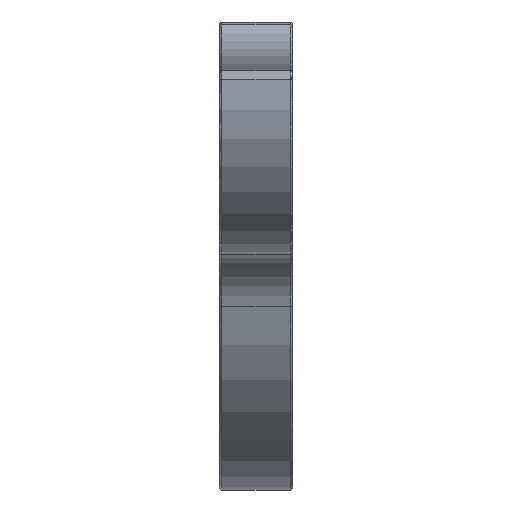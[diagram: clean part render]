
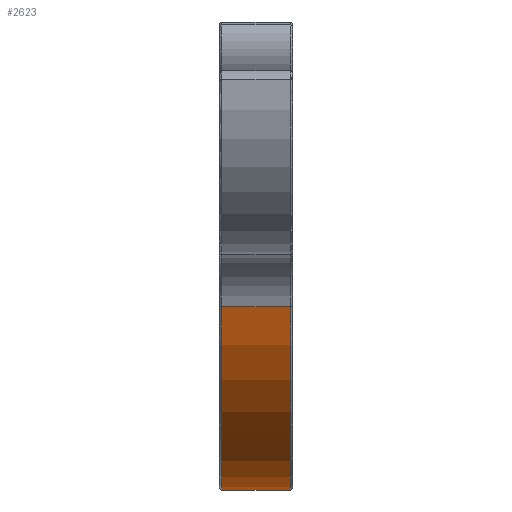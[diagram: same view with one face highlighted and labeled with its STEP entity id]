
A CAD part, front view. The second image highlights one B-rep face of the part: STEP entity #2623.
In plain terms, the highlighted cylindrical face has radius 17.475 mm (diameter 34.951 mm), a partial arc.
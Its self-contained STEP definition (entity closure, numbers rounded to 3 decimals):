
#38 = EDGE_CURVE ( 'NONE', #2468, #265, #1400, .T. ) ;
#76 = CARTESIAN_POINT ( 'NONE',  ( 4.85, 9.641, -5.181 ) ) ;
#112 = CARTESIAN_POINT ( 'NONE',  ( 0.15, 9.641, -5.181 ) ) ;
#265 = VERTEX_POINT ( 'NONE', #2019 ) ;
#288 = VECTOR ( 'NONE', #1791, 1000. ) ;
#343 = CIRCLE ( 'NONE', #2412, 17.475 ) ;
#422 = CARTESIAN_POINT ( 'NONE',  ( 0.15, -7.122, -10.118 ) ) ;
#497 = LINE ( 'NONE', #1182, #288 ) ;
#500 = VECTOR ( 'NONE', #2082, 1000. ) ;
#670 = DIRECTION ( 'NONE',  ( 0., 0., -1. ) ) ;
#733 = AXIS2_PLACEMENT_3D ( 'NONE', #76, #2826, #2545 ) ;
#838 = CARTESIAN_POINT ( 'NONE',  ( 4.85, -7.122, -10.118 ) ) ;
#951 = VERTEX_POINT ( 'NONE', #838 ) ;
#1182 = CARTESIAN_POINT ( 'NONE',  ( -26.92, -7.122, -10.118 ) ) ;
#1387 = DIRECTION ( 'NONE',  ( 1., 0., 0. ) ) ;
#1400 = LINE ( 'NONE', #2695, #500 ) ;
#1431 = VERTEX_POINT ( 'NONE', #422 ) ;
#1561 = AXIS2_PLACEMENT_3D ( 'NONE', #1600, #2197, #670 ) ;
#1600 = CARTESIAN_POINT ( 'NONE',  ( -26.92, 9.641, -5.181 ) ) ;
#1787 = ORIENTED_EDGE ( 'NONE', *, *, #3693, .T. ) ;
#1791 = DIRECTION ( 'NONE',  ( -1., 0., 0. ) ) ;
#1811 = EDGE_CURVE ( 'NONE', #265, #951, #3578, .T. ) ;
#1822 = CARTESIAN_POINT ( 'NONE',  ( 0.15, 9.641, -22.656 ) ) ;
#2019 = CARTESIAN_POINT ( 'NONE',  ( 4.85, 9.641, -22.656 ) ) ;
#2082 = DIRECTION ( 'NONE',  ( 1., 0., 0. ) ) ;
#2197 = DIRECTION ( 'NONE',  ( 1., 0., 0. ) ) ;
#2284 = EDGE_LOOP ( 'NONE', ( #1787, #3418, #3927, #3291 ) ) ;
#2320 = CYLINDRICAL_SURFACE ( 'NONE', #1561, 17.475 ) ;
#2412 = AXIS2_PLACEMENT_3D ( 'NONE', #112, #1387, #3542 ) ;
#2468 = VERTEX_POINT ( 'NONE', #1822 ) ;
#2545 = DIRECTION ( 'NONE',  ( 0., 0., 1. ) ) ;
#2608 = FACE_OUTER_BOUND ( 'NONE', #2284, .T. ) ;
#2623 = ADVANCED_FACE ( 'NONE', ( #2608 ), #2320, .T. ) ;
#2695 = CARTESIAN_POINT ( 'NONE',  ( -26.92, 9.641, -22.656 ) ) ;
#2826 = DIRECTION ( 'NONE',  ( -1., 0., 0. ) ) ;
#3276 = EDGE_CURVE ( 'NONE', #1431, #2468, #343, .T. ) ;
#3291 = ORIENTED_EDGE ( 'NONE', *, *, #1811, .T. ) ;
#3418 = ORIENTED_EDGE ( 'NONE', *, *, #3276, .T. ) ;
#3542 = DIRECTION ( 'NONE',  ( 0., 0., -1. ) ) ;
#3578 = CIRCLE ( 'NONE', #733, 17.475 ) ;
#3693 = EDGE_CURVE ( 'NONE', #951, #1431, #497, .T. ) ;
#3927 = ORIENTED_EDGE ( 'NONE', *, *, #38, .T. ) ;
